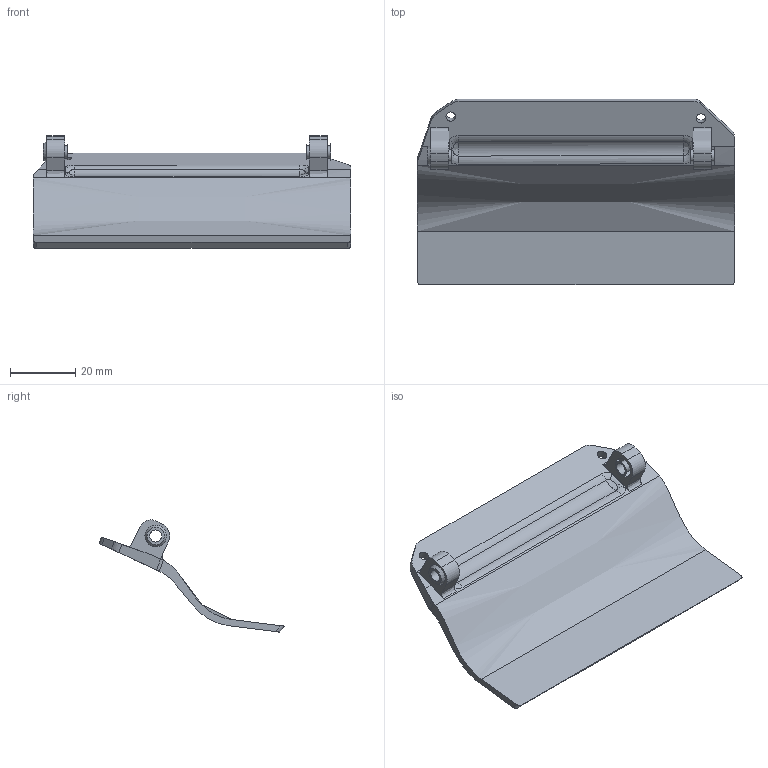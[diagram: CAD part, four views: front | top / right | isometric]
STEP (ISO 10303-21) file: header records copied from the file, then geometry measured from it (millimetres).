
FILE_DESCRIPTION(/* description */ (''),/* implementation_level */ '2;1');
FILE_NAME(/* name */ 'Flap UHF Thicker Fan.step',/* time_stamp */ '2024-06-30T19:50:17Z',/* author */ (''),/* organization */ (''),/* preprocessor_version */ 'ST-DEVELOPER v20',/* originating_system */ 'Autodesk Translation Framework v13.14.0.145',/* authorisation */ '');
FILE_SCHEMA (('AUTOMOTIVE_DESIGN { 1 0 10303 214 3 1 1 }'));
Length unit declared in the file: millimetre
Products named in the file (1): (Unsaved)
Bounding box: 97.09 x 56.87 x 34.37 mm (x, y, z)
Volume: 15806.9 mm3; surface area: 13746.2 mm2
Topology: 1 solids, 1 shells, 70 faces, 198 edges, 134 vertices
Faces by surface type: plane 25, cylinder 21, bspline 20, cone 4
Full cylindrical faces by diameter (mm): 2.965 x2, 3.7 x2
Entity records: 3212 total; most frequent: CARTESIAN_POINT 1450, ORIENTED_EDGE 396, DIRECTION 300, EDGE_CURVE 198, VERTEX_POINT 134, AXIS2_PLACEMENT_3D 112, EDGE_LOOP 82, LINE 76
